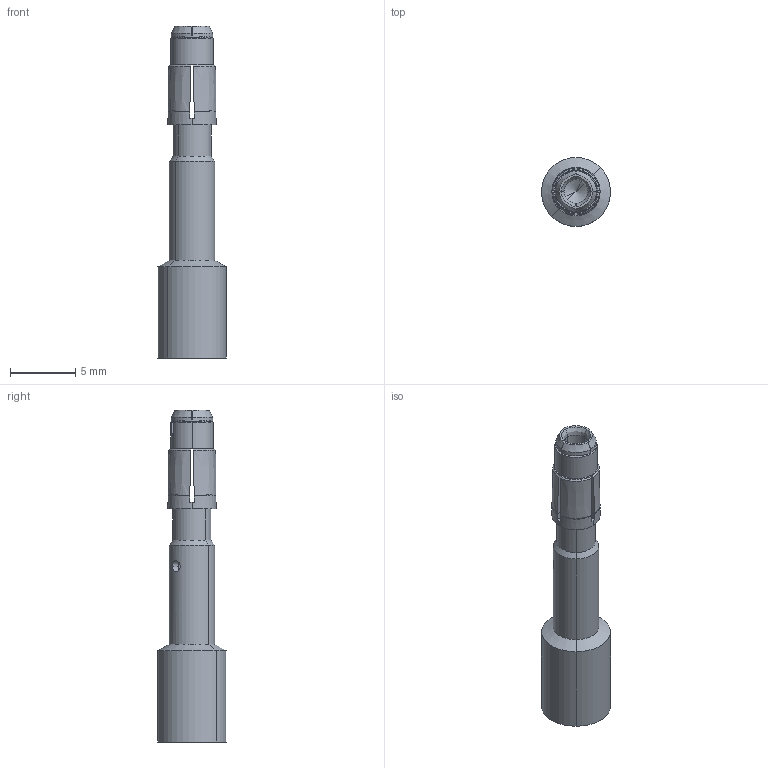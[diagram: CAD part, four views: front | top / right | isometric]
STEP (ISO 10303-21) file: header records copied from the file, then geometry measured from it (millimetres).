
FILE_DESCRIPTION((''),'2;1');
FILE_NAME('SF-7QS2000_1605643','2013-10-31T',('feitelbuss'),(''),'PRO/ENGINEER BY PARAMETRIC TECHNOLOGY CORPORATION, 2012480','PRO/ENGINEER BY PARAMETRIC TECHNOLOGY CORPORATION, 2012480','');
FILE_SCHEMA(('AUTOMOTIVE_DESIGN { 1 0 10303 214 1 1 1 1 }'));
Length unit declared in the file: millimetre
Products named in the file (1): SF-7QS2000_1605643
Bounding box: 5.28 x 5.28 x 25.5 mm (x, y, z)
Volume: 163.4 mm3; surface area: 612.2 mm2
Topology: 1 solids, 1 shells, 132 faces, 390 edges, 232 vertices
Faces by surface type: bspline 44, plane 44, cylinder 20, cone 20, torus 4
Entity records: 6269 total; most frequent: CARTESIAN_POINT 3039, ORIENTED_EDGE 772, DIRECTION 456, EDGE_CURVE 386, VERTEX_POINT 232, B_SPLINE_CURVE_WITH_KNOTS 173, AXIS2_PLACEMENT_3D 155, VECTOR 146
